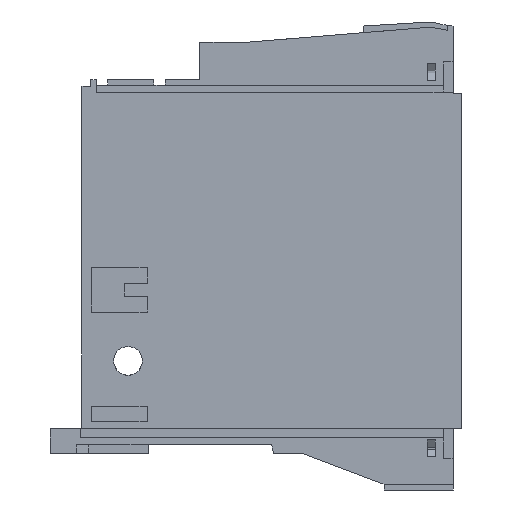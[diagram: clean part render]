
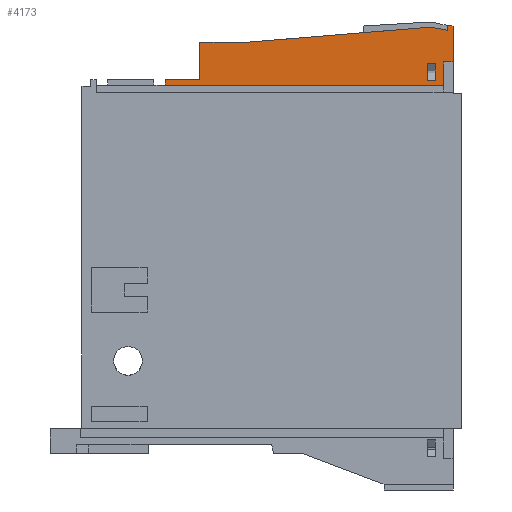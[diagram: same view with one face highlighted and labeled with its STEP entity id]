
A CAD part, left-side view. The second image highlights one B-rep face of the part: STEP entity #4173.
In plain terms, the highlighted planar face has unit normal (-1, 0, 0).
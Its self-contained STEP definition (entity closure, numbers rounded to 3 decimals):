
#143 = CARTESIAN_POINT ( 'NONE',  ( 0., 0., 0. ) ) ;
#176 = VERTEX_POINT ( 'NONE', #271 ) ;
#177 = CARTESIAN_POINT ( 'NONE',  ( 0., 8., 18.188 ) ) ;
#188 = EDGE_CURVE ( 'NONE', #2180, #1383, #4184, .T. ) ;
#203 = EDGE_CURVE ( 'NONE', #3967, #3202, #537, .T. ) ;
#215 = LINE ( 'NONE', #4612, #4957 ) ;
#271 = CARTESIAN_POINT ( 'NONE',  ( 0., 0., 6.1 ) ) ;
#285 = VERTEX_POINT ( 'NONE', #5319 ) ;
#297 = VERTEX_POINT ( 'NONE', #3929 ) ;
#460 = DIRECTION ( 'NONE',  ( 0., 0., -1. ) ) ;
#485 = VECTOR ( 'NONE', #1752, 1000. ) ;
#537 = LINE ( 'NONE', #3483, #3878 ) ;
#696 = VERTEX_POINT ( 'NONE', #3988 ) ;
#732 = DIRECTION ( 'NONE',  ( 0., 0., 1. ) ) ;
#747 = ORIENTED_EDGE ( 'NONE', *, *, #5666, .F. ) ;
#761 = ORIENTED_EDGE ( 'NONE', *, *, #5122, .T. ) ;
#826 = CARTESIAN_POINT ( 'NONE',  ( 0., 88., 0. ) ) ;
#896 = CARTESIAN_POINT ( 'NONE',  ( 0., 6.2, -0.3 ) ) ;
#941 = EDGE_CURVE ( 'NONE', #5505, #696, #1183, .T. ) ;
#974 = DIRECTION ( 'NONE',  ( 0., -0.997, 0.082 ) ) ;
#1048 = DIRECTION ( 'NONE',  ( 0., 0., 1. ) ) ;
#1054 = VECTOR ( 'NONE', #5921, 1000. ) ;
#1084 = ORIENTED_EDGE ( 'NONE', *, *, #4683, .F. ) ;
#1183 = LINE ( 'NONE', #2706, #1054 ) ;
#1219 = LINE ( 'NONE', #3990, #3655 ) ;
#1278 = FACE_BOUND ( 'NONE', #1549, .T. ) ;
#1318 = CARTESIAN_POINT ( 'NONE',  ( 0., 88., 13. ) ) ;
#1383 = VERTEX_POINT ( 'NONE', #896 ) ;
#1389 = EDGE_CURVE ( 'NONE', #3388, #4822, #4188, .T. ) ;
#1434 = VECTOR ( 'NONE', #732, 1000. ) ;
#1452 = DIRECTION ( 'NONE',  ( 0., 1., 0. ) ) ;
#1455 = CARTESIAN_POINT ( 'NONE',  ( 0., 2., 18.95 ) ) ;
#1492 = CARTESIAN_POINT ( 'NONE',  ( 0., 88., 0. ) ) ;
#1539 = CARTESIAN_POINT ( 'NONE',  ( 0., 100., 0. ) ) ;
#1549 = EDGE_LOOP ( 'NONE', ( #3074, #2825, #5579, #5611 ) ) ;
#1598 = VERTEX_POINT ( 'NONE', #1492 ) ;
#1726 = VECTOR ( 'NONE', #5662, 1000. ) ;
#1733 = ORIENTED_EDGE ( 'NONE', *, *, #4654, .T. ) ;
#1752 = DIRECTION ( 'NONE',  ( 0., 0., 1. ) ) ;
#1867 = VECTOR ( 'NONE', #974, 1000. ) ;
#2084 = VECTOR ( 'NONE', #3592, 1000. ) ;
#2122 = VERTEX_POINT ( 'NONE', #4245 ) ;
#2180 = VERTEX_POINT ( 'NONE', #2432 ) ;
#2249 = EDGE_LOOP ( 'NONE', ( #4815, #5787, #4765, #5743, #1084, #3961, #3689, #3356, #2637, #747, #1733, #761 ) ) ;
#2303 = DIRECTION ( 'NONE',  ( 0., 1., 0. ) ) ;
#2394 = AXIS2_PLACEMENT_3D ( 'NONE', #3124, #4095, #460 ) ;
#2432 = CARTESIAN_POINT ( 'NONE',  ( 0., 6.2, 5.5 ) ) ;
#2442 = VECTOR ( 'NONE', #2303, 1000. ) ;
#2637 = ORIENTED_EDGE ( 'NONE', *, *, #203, .F. ) ;
#2706 = CARTESIAN_POINT ( 'NONE',  ( 0., 2., 17.138 ) ) ;
#2767 = CARTESIAN_POINT ( 'NONE',  ( 0., 0., -2. ) ) ;
#2825 = ORIENTED_EDGE ( 'NONE', *, *, #188, .T. ) ;
#2826 = VERTEX_POINT ( 'NONE', #1455 ) ;
#2829 = EDGE_CURVE ( 'NONE', #4822, #2180, #215, .T. ) ;
#2978 = EDGE_CURVE ( 'NONE', #1383, #3388, #5609, .T. ) ;
#3006 = CARTESIAN_POINT ( 'NONE',  ( 0., 2., 18.95 ) ) ;
#3047 = VECTOR ( 'NONE', #4376, 1000. ) ;
#3061 = EDGE_CURVE ( 'NONE', #696, #2826, #3567, .T. ) ;
#3062 = CARTESIAN_POINT ( 'NONE',  ( 0., 71.2, 13. ) ) ;
#3074 = ORIENTED_EDGE ( 'NONE', *, *, #2829, .T. ) ;
#3114 = VECTOR ( 'NONE', #1048, 1000. ) ;
#3124 = CARTESIAN_POINT ( 'NONE',  ( 0., 0., 0. ) ) ;
#3202 = VERTEX_POINT ( 'NONE', #3062 ) ;
#3245 = EDGE_CURVE ( 'NONE', #285, #297, #1219, .T. ) ;
#3256 = LINE ( 'NONE', #143, #3114 ) ;
#3337 = FACE_OUTER_BOUND ( 'NONE', #2249, .T. ) ;
#3354 = EDGE_CURVE ( 'NONE', #297, #4714, #3495, .T. ) ;
#3356 = ORIENTED_EDGE ( 'NONE', *, *, #3589, .F. ) ;
#3388 = VERTEX_POINT ( 'NONE', #5928 ) ;
#3409 = LINE ( 'NONE', #3708, #1867 ) ;
#3483 = CARTESIAN_POINT ( 'NONE',  ( 0., 0., 13. ) ) ;
#3494 = CARTESIAN_POINT ( 'NONE',  ( 0., 0., 0. ) ) ;
#3495 = LINE ( 'NONE', #2767, #2442 ) ;
#3566 = CARTESIAN_POINT ( 'NONE',  ( 0., 0., 18.6 ) ) ;
#3567 = LINE ( 'NONE', #3006, #1434 ) ;
#3589 = EDGE_CURVE ( 'NONE', #3202, #5505, #3409, .T. ) ;
#3592 = DIRECTION ( 'NONE',  ( 0., 0., 1. ) ) ;
#3653 = CARTESIAN_POINT ( 'NONE',  ( 0., 9., 5.5 ) ) ;
#3655 = VECTOR ( 'NONE', #3947, 1000. ) ;
#3689 = ORIENTED_EDGE ( 'NONE', *, *, #941, .F. ) ;
#3708 = CARTESIAN_POINT ( 'NONE',  ( 0., 1.537, 18.719 ) ) ;
#3770 = VECTOR ( 'NONE', #4796, 1000. ) ;
#3878 = VECTOR ( 'NONE', #3895, 1000. ) ;
#3895 = DIRECTION ( 'NONE',  ( 0., -1., 0. ) ) ;
#3929 = CARTESIAN_POINT ( 'NONE',  ( 0., 3.2, -2. ) ) ;
#3936 = VERTEX_POINT ( 'NONE', #3566 ) ;
#3947 = DIRECTION ( 'NONE',  ( 0., 0., -1. ) ) ;
#3961 = ORIENTED_EDGE ( 'NONE', *, *, #3061, .F. ) ;
#3967 = VERTEX_POINT ( 'NONE', #1318 ) ;
#3988 = CARTESIAN_POINT ( 'NONE',  ( 0., 2., 17.138 ) ) ;
#3990 = CARTESIAN_POINT ( 'NONE',  ( 0., 3.2, -125.6 ) ) ;
#4095 = DIRECTION ( 'NONE',  ( 1., 0., 0. ) ) ;
#4173 = ADVANCED_FACE ( 'NONE', ( #3337, #1278 ), #5435, .F. ) ;
#4184 = LINE ( 'NONE', #4360, #5426 ) ;
#4185 = CARTESIAN_POINT ( 'NONE',  ( 0., 0., 6.1 ) ) ;
#4188 = LINE ( 'NONE', #3653, #485 ) ;
#4245 = CARTESIAN_POINT ( 'NONE',  ( 0., 100., 0. ) ) ;
#4274 = VECTOR ( 'NONE', #1452, 1000. ) ;
#4325 = LINE ( 'NONE', #1539, #5582 ) ;
#4360 = CARTESIAN_POINT ( 'NONE',  ( 0., 6.2, 5.5 ) ) ;
#4369 = EDGE_CURVE ( 'NONE', #176, #285, #5527, .T. ) ;
#4376 = DIRECTION ( 'NONE',  ( 0., 1., 0. ) ) ;
#4395 = CARTESIAN_POINT ( 'NONE',  ( 0., -3.158, 18.047 ) ) ;
#4427 = CARTESIAN_POINT ( 'NONE',  ( 0., 9., 5.5 ) ) ;
#4612 = CARTESIAN_POINT ( 'NONE',  ( 0., 6.2, 5.5 ) ) ;
#4654 = EDGE_CURVE ( 'NONE', #1598, #2122, #5082, .T. ) ;
#4683 = EDGE_CURVE ( 'NONE', #2826, #3936, #5013, .T. ) ;
#4714 = VERTEX_POINT ( 'NONE', #5728 ) ;
#4765 = ORIENTED_EDGE ( 'NONE', *, *, #4369, .F. ) ;
#4796 = DIRECTION ( 'NONE',  ( 0., -0.985, -0.172 ) ) ;
#4815 = ORIENTED_EDGE ( 'NONE', *, *, #3354, .F. ) ;
#4818 = LINE ( 'NONE', #826, #2084 ) ;
#4822 = VERTEX_POINT ( 'NONE', #4427 ) ;
#4864 = DIRECTION ( 'NONE',  ( 0., 0., -1. ) ) ;
#4957 = VECTOR ( 'NONE', #5053, 1000. ) ;
#5013 = LINE ( 'NONE', #4395, #3770 ) ;
#5053 = DIRECTION ( 'NONE',  ( 0., -1., 0. ) ) ;
#5082 = LINE ( 'NONE', #3494, #3047 ) ;
#5122 = EDGE_CURVE ( 'NONE', #2122, #4714, #4325, .T. ) ;
#5182 = EDGE_CURVE ( 'NONE', #176, #3936, #3256, .T. ) ;
#5233 = DIRECTION ( 'NONE',  ( 0., 0., -1. ) ) ;
#5319 = CARTESIAN_POINT ( 'NONE',  ( 0., 3.2, 6.1 ) ) ;
#5426 = VECTOR ( 'NONE', #4864, 1000. ) ;
#5435 = PLANE ( 'NONE',  #2394 ) ;
#5505 = VERTEX_POINT ( 'NONE', #177 ) ;
#5527 = LINE ( 'NONE', #4185, #4274 ) ;
#5579 = ORIENTED_EDGE ( 'NONE', *, *, #2978, .T. ) ;
#5582 = VECTOR ( 'NONE', #5233, 1000. ) ;
#5609 = LINE ( 'NONE', #5624, #1726 ) ;
#5611 = ORIENTED_EDGE ( 'NONE', *, *, #1389, .T. ) ;
#5624 = CARTESIAN_POINT ( 'NONE',  ( 0., 6.2, -0.3 ) ) ;
#5662 = DIRECTION ( 'NONE',  ( 0., 1., 0. ) ) ;
#5666 = EDGE_CURVE ( 'NONE', #1598, #3967, #4818, .T. ) ;
#5728 = CARTESIAN_POINT ( 'NONE',  ( 0., 100., -2. ) ) ;
#5743 = ORIENTED_EDGE ( 'NONE', *, *, #5182, .T. ) ;
#5787 = ORIENTED_EDGE ( 'NONE', *, *, #3245, .F. ) ;
#5921 = DIRECTION ( 'NONE',  ( 0., -0.985, -0.172 ) ) ;
#5928 = CARTESIAN_POINT ( 'NONE',  ( 0., 9., -0.3 ) ) ;
